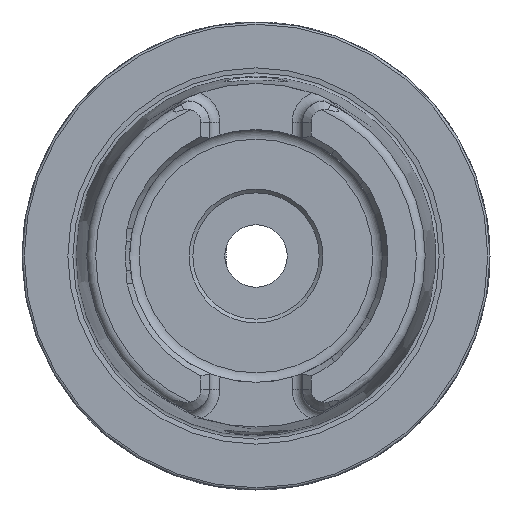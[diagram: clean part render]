
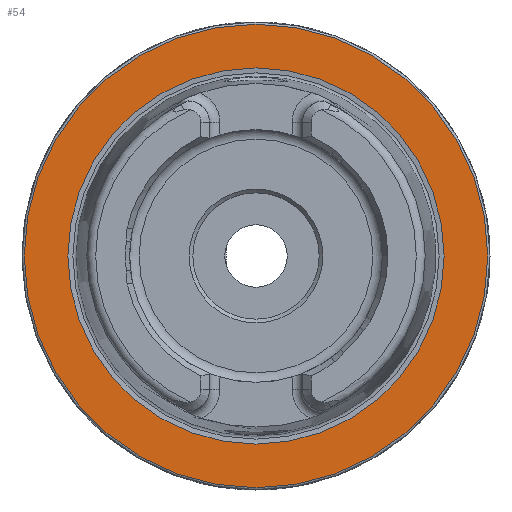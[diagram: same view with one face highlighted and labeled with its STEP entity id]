
A CAD part, left-side view. The second image highlights one B-rep face of the part: STEP entity #54.
In plain terms, the highlighted planar face has unit normal (-1, 0, 0).
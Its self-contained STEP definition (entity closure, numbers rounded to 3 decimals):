
#54 = ADVANCED_FACE ( 'NONE', ( #5799, #6493 ), #2060, .F. ) ;
#131 = ORIENTED_EDGE ( 'NONE', *, *, #5544, .F. ) ;
#190 = CIRCLE ( 'NONE', #5790, 31.2 ) ;
#422 = DIRECTION ( 'NONE',  ( 0., 0., -1. ) ) ;
#512 = DIRECTION ( 'NONE',  ( -1., 0., 0. ) ) ;
#1367 = VERTEX_POINT ( 'NONE', #5166 ) ;
#1452 = ORIENTED_EDGE ( 'NONE', *, *, #5498, .T. ) ;
#1540 = CARTESIAN_POINT ( 'NONE',  ( 0., 31.2, 0. ) ) ;
#1792 = VERTEX_POINT ( 'NONE', #4032 ) ;
#1872 = AXIS2_PLACEMENT_3D ( 'NONE', #1540, #5339, #422 ) ;
#2060 = PLANE ( 'NONE',  #1872 ) ;
#2175 = CARTESIAN_POINT ( 'NONE',  ( 0., 0., 0. ) ) ;
#4032 = CARTESIAN_POINT ( 'NONE',  ( 0., 0., 31.2 ) ) ;
#4217 = EDGE_LOOP ( 'NONE', ( #131 ) ) ;
#4924 = DIRECTION ( 'NONE',  ( 0., 0., 1. ) ) ;
#5166 = CARTESIAN_POINT ( 'NONE',  ( 0., 0., 25.324 ) ) ;
#5339 = DIRECTION ( 'NONE',  ( 1., 0., 0. ) ) ;
#5423 = DIRECTION ( 'NONE',  ( -1., 0., 0. ) ) ;
#5498 = EDGE_CURVE ( 'NONE', #1792, #1792, #190, .T. ) ;
#5544 = EDGE_CURVE ( 'NONE', #1367, #1367, #6620, .T. ) ;
#5790 = AXIS2_PLACEMENT_3D ( 'NONE', #2175, #5423, #5978 ) ;
#5799 = FACE_BOUND ( 'NONE', #4217, .T. ) ;
#5978 = DIRECTION ( 'NONE',  ( 0., 0., 1. ) ) ;
#6172 = AXIS2_PLACEMENT_3D ( 'NONE', #6594, #512, #4924 ) ;
#6188 = EDGE_LOOP ( 'NONE', ( #1452 ) ) ;
#6493 = FACE_OUTER_BOUND ( 'NONE', #6188, .T. ) ;
#6594 = CARTESIAN_POINT ( 'NONE',  ( 0., 0., 0. ) ) ;
#6620 = CIRCLE ( 'NONE', #6172, 25.324 ) ;
